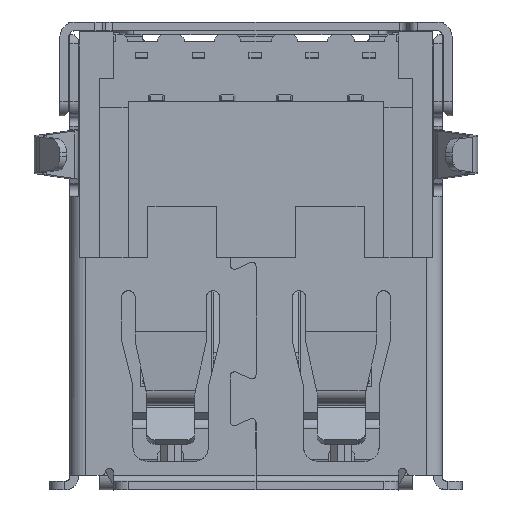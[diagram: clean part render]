
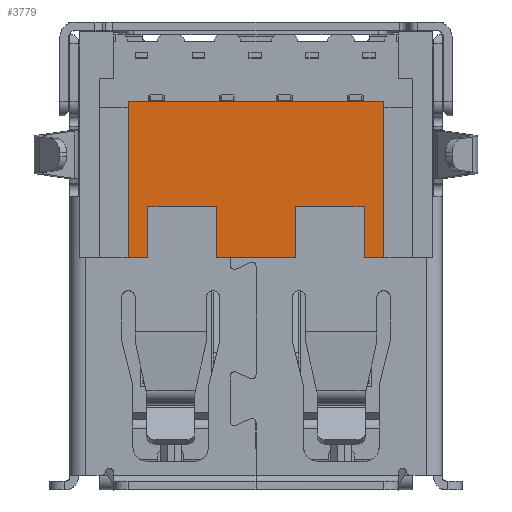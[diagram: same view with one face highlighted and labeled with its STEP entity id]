
A CAD part, top view. The second image highlights one B-rep face of the part: STEP entity #3779.
In plain terms, the highlighted planar face has unit normal (0, 0, 1).
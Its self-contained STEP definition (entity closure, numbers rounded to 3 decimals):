
#3709=AXIS2_PLACEMENT_3D('Plane Axis2P3D',#3706,#3707,#3708) ;
#817=CARTESIAN_POINT('Vertex',(4.5,3.17,4.13)) ;
#820=CARTESIAN_POINT('Line Origine',(4.5,0.42,4.13)) ;
#824=CARTESIAN_POINT('Vertex',(4.5,-2.33,4.13)) ;
#850=CARTESIAN_POINT('Vertex',(-4.5,-2.33,4.13)) ;
#855=CARTESIAN_POINT('Line Origine',(-4.5,0.42,4.13)) ;
#859=CARTESIAN_POINT('Vertex',(-4.5,3.17,4.13)) ;
#893=CARTESIAN_POINT('Line Origine',(0.,3.17,4.13)) ;
#3676=CARTESIAN_POINT('Line Origine',(4.15,-2.33,4.13)) ;
#3680=CARTESIAN_POINT('Vertex',(3.8,-2.33,4.13)) ;
#3706=CARTESIAN_POINT('Axis2P3D Location',(0.,5.62,4.13)) ;
#3711=CARTESIAN_POINT('Line Origine',(-3.8,-1.43,4.13)) ;
#3715=CARTESIAN_POINT('Vertex',(-3.8,-2.33,4.13)) ;
#3717=CARTESIAN_POINT('Vertex',(-3.8,-0.53,4.13)) ;
#3720=CARTESIAN_POINT('Line Origine',(-2.6,-0.53,4.13)) ;
#3724=CARTESIAN_POINT('Vertex',(-1.4,-0.53,4.13)) ;
#3727=CARTESIAN_POINT('Line Origine',(-1.4,-1.43,4.13)) ;
#3731=CARTESIAN_POINT('Vertex',(-1.4,-2.33,4.13)) ;
#3734=CARTESIAN_POINT('Line Origine',(0.,-2.33,4.13)) ;
#3738=CARTESIAN_POINT('Vertex',(1.4,-2.33,4.13)) ;
#3741=CARTESIAN_POINT('Line Origine',(1.4,-1.43,4.13)) ;
#3745=CARTESIAN_POINT('Vertex',(1.4,-0.53,4.13)) ;
#3748=CARTESIAN_POINT('Line Origine',(2.6,-0.53,4.13)) ;
#3752=CARTESIAN_POINT('Vertex',(3.8,-0.53,4.13)) ;
#3755=CARTESIAN_POINT('Line Origine',(3.8,-1.43,4.13)) ;
#3760=CARTESIAN_POINT('Line Origine',(-4.15,-2.33,4.13)) ;
#821=DIRECTION('Vector Direction',(0.,1.,0.)) ;
#856=DIRECTION('Vector Direction',(0.,-1.,0.)) ;
#894=DIRECTION('Vector Direction',(-1.,0.,0.)) ;
#3677=DIRECTION('Vector Direction',(1.,0.,0.)) ;
#3707=DIRECTION('Axis2P3D Direction',(0.,0.,1.)) ;
#3708=DIRECTION('Axis2P3D XDirection',(-1.,0.,0.)) ;
#3712=DIRECTION('Vector Direction',(0.,1.,0.)) ;
#3721=DIRECTION('Vector Direction',(-1.,0.,0.)) ;
#3728=DIRECTION('Vector Direction',(0.,1.,0.)) ;
#3735=DIRECTION('Vector Direction',(1.,0.,0.)) ;
#3742=DIRECTION('Vector Direction',(0.,1.,0.)) ;
#3749=DIRECTION('Vector Direction',(-1.,0.,0.)) ;
#3756=DIRECTION('Vector Direction',(0.,1.,0.)) ;
#3761=DIRECTION('Vector Direction',(1.,0.,0.)) ;
#822=VECTOR('Line Direction',#821,1.) ;
#857=VECTOR('Line Direction',#856,1.) ;
#895=VECTOR('Line Direction',#894,1.) ;
#3678=VECTOR('Line Direction',#3677,1.) ;
#3713=VECTOR('Line Direction',#3712,1.) ;
#3722=VECTOR('Line Direction',#3721,1.) ;
#3729=VECTOR('Line Direction',#3728,1.) ;
#3736=VECTOR('Line Direction',#3735,1.) ;
#3743=VECTOR('Line Direction',#3742,1.) ;
#3750=VECTOR('Line Direction',#3749,1.) ;
#3757=VECTOR('Line Direction',#3756,1.) ;
#3762=VECTOR('Line Direction',#3761,1.) ;
#3766=ORIENTED_EDGE('',*,*,#3719,.T.) ;
#3767=ORIENTED_EDGE('',*,*,#3726,.F.) ;
#3768=ORIENTED_EDGE('',*,*,#3733,.F.) ;
#3769=ORIENTED_EDGE('',*,*,#3740,.T.) ;
#3770=ORIENTED_EDGE('',*,*,#3747,.T.) ;
#3771=ORIENTED_EDGE('',*,*,#3754,.F.) ;
#3772=ORIENTED_EDGE('',*,*,#3759,.F.) ;
#3773=ORIENTED_EDGE('',*,*,#3682,.T.) ;
#3774=ORIENTED_EDGE('',*,*,#826,.T.) ;
#3775=ORIENTED_EDGE('',*,*,#897,.T.) ;
#3776=ORIENTED_EDGE('',*,*,#861,.T.) ;
#3777=ORIENTED_EDGE('',*,*,#3764,.T.) ;
#3779=ADVANCED_FACE('MANIFOLD_SOLID_BREP #115120',(#3778),#3710,.T.) ;
#826=EDGE_CURVE('',#825,#818,#823,.T.) ;
#861=EDGE_CURVE('',#860,#851,#858,.T.) ;
#897=EDGE_CURVE('',#818,#860,#896,.T.) ;
#3682=EDGE_CURVE('',#3681,#825,#3679,.T.) ;
#3719=EDGE_CURVE('',#3716,#3718,#3714,.T.) ;
#3726=EDGE_CURVE('',#3725,#3718,#3723,.T.) ;
#3733=EDGE_CURVE('',#3732,#3725,#3730,.T.) ;
#3740=EDGE_CURVE('',#3732,#3739,#3737,.T.) ;
#3747=EDGE_CURVE('',#3739,#3746,#3744,.T.) ;
#3754=EDGE_CURVE('',#3753,#3746,#3751,.T.) ;
#3759=EDGE_CURVE('',#3681,#3753,#3758,.T.) ;
#3764=EDGE_CURVE('',#851,#3716,#3763,.T.) ;
#3765=EDGE_LOOP('',(#3766,#3767,#3768,#3769,#3770,#3771,#3772,#3773,#3774,#3775,#3776,#3777)) ;
#3778=FACE_OUTER_BOUND('',#3765,.T.) ;
#823=LINE('Line',#820,#822) ;
#858=LINE('Line',#855,#857) ;
#896=LINE('Line',#893,#895) ;
#3679=LINE('Line',#3676,#3678) ;
#3714=LINE('Line',#3711,#3713) ;
#3723=LINE('Line',#3720,#3722) ;
#3730=LINE('Line',#3727,#3729) ;
#3737=LINE('Line',#3734,#3736) ;
#3744=LINE('Line',#3741,#3743) ;
#3751=LINE('Line',#3748,#3750) ;
#3758=LINE('Line',#3755,#3757) ;
#3763=LINE('Line',#3760,#3762) ;
#3710=PLANE('',#3709) ;
#818=VERTEX_POINT('',#817) ;
#825=VERTEX_POINT('',#824) ;
#851=VERTEX_POINT('',#850) ;
#860=VERTEX_POINT('',#859) ;
#3681=VERTEX_POINT('',#3680) ;
#3716=VERTEX_POINT('',#3715) ;
#3718=VERTEX_POINT('',#3717) ;
#3725=VERTEX_POINT('',#3724) ;
#3732=VERTEX_POINT('',#3731) ;
#3739=VERTEX_POINT('',#3738) ;
#3746=VERTEX_POINT('',#3745) ;
#3753=VERTEX_POINT('',#3752) ;
